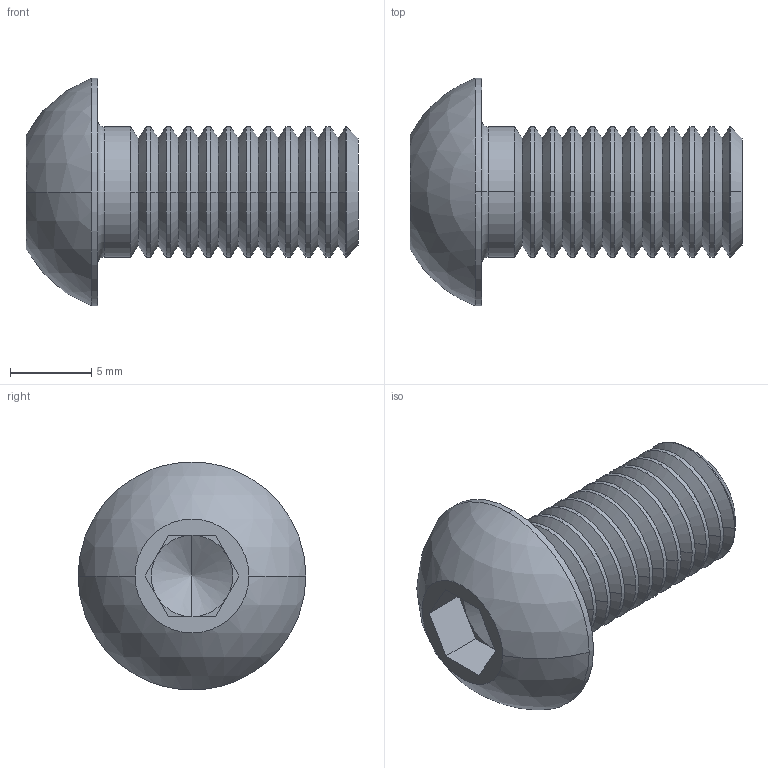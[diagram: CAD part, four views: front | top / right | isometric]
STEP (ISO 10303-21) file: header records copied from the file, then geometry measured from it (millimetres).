
FILE_DESCRIPTION (( 'STEP AP203' ), '1' );
FILE_NAME ('AL-1Y02.A41A.16 Âèíò ïàçîâûé ñ âíóòðåííèì øåñòèãðàííèêîì Ì8õ16.STEP', '2024-02-21T06:18:29', ( '' ), ( '' ), 'SwSTEP 2.0', 'SolidWorks 2021', '' );
FILE_SCHEMA (( 'CONFIG_CONTROL_DESIGN' ));
Length unit declared in the file: millimetre
Products named in the file (1): AL-1Y02.A41A.16 Âèíò ïàçîâûé ñ âíóòðåííèì øåñòèãðàííèêîì Ì8õ16
Bounding box: 20.4 x 14 x 14 mm (x, y, z)
Volume: 1126 mm3; surface area: 991.1 mm2
Topology: 1 solids, 1 shells, 93 faces, 236 edges, 145 vertices
Faces by surface type: cone 48, cylinder 26, plane 15, torus 2, sphere 2
Entity records: 2897 total; most frequent: DIRECTION 558, CARTESIAN_POINT 473, ORIENTED_EDGE 468, EDGE_CURVE 234, AXIS2_PLACEMENT_3D 230, VERTEX_POINT 145, CIRCLE 136, LINE 98
